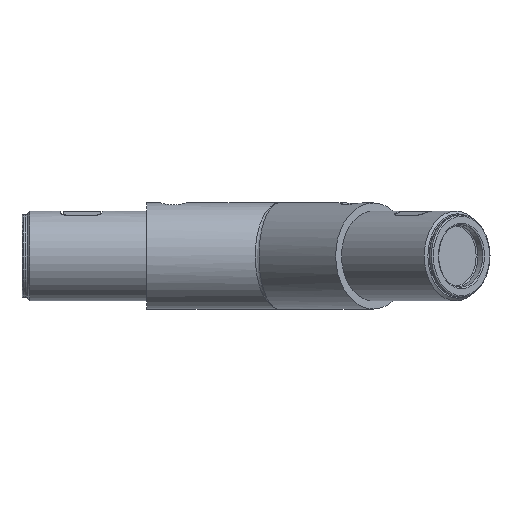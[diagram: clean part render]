
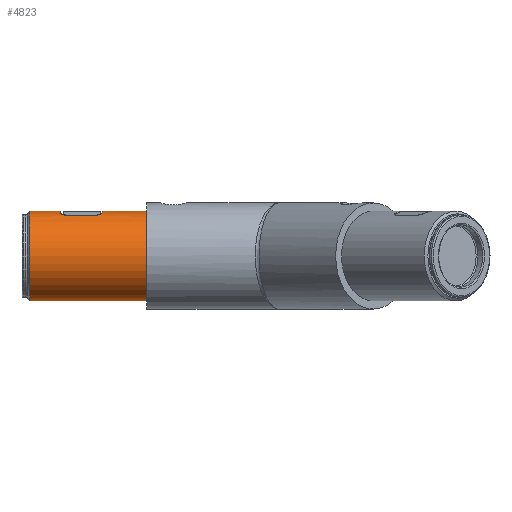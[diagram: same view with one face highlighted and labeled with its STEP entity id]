
A CAD part, front view. The second image highlights one B-rep face of the part: STEP entity #4823.
In plain terms, the highlighted cylindrical face has radius 16.9 mm (diameter 33.8 mm), a full revolution.
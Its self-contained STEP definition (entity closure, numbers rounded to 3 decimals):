
#296=ELLIPSE('',#5174,17.496,16.9);
#297=ELLIPSE('',#5177,17.496,16.9);
#381=CIRCLE('',#5170,16.9);
#383=CIRCLE('',#5173,16.9);
#384=CIRCLE('',#5175,16.9);
#385=CIRCLE('',#5176,16.9);
#579=CYLINDRICAL_SURFACE('',#5172,16.9);
#653=FACE_OUTER_BOUND('',#958,.T.);
#958=EDGE_LOOP('',(#3414,#3415,#3416,#3417,#3418,#3419,#3420,#3421,#3422,
#3423,#3424,#3425,#3426,#3427,#3428,#3429));
#1303=LINE('',#8967,#1701);
#1304=LINE('',#8982,#1702);
#1305=LINE('',#8996,#1703);
#1306=LINE('',#9011,#1704);
#1701=VECTOR('',#5752,16.9);
#1702=VECTOR('',#5755,1000.);
#1703=VECTOR('',#5758,16.9);
#1704=VECTOR('',#5761,1000.);
#2101=B_SPLINE_CURVE_WITH_KNOTS('',3,(#8971,#8972,#8973,#8974,#8975,#8976,
#8977,#8978,#8979,#8980),.UNSPECIFIED.,.F.,.F.,(4,2,2,2,4),(-0.952,
-0.87,-0.787,-0.706,-0.625),
 .UNSPECIFIED.);
#2102=B_SPLINE_CURVE_WITH_KNOTS('',3,(#8984,#8985,#8986,#8987,#8988,#8989,
#8990,#8991,#8992,#8993),.UNSPECIFIED.,.F.,.F.,(4,2,2,2,4),(-1.236,
-1.16,-1.085,-1.004,-0.924),
 .UNSPECIFIED.);
#2103=B_SPLINE_CURVE_WITH_KNOTS('',3,(#9000,#9001,#9002,#9003,#9004,#9005,
#9006,#9007,#9008,#9009),.UNSPECIFIED.,.F.,.F.,(4,2,2,2,4),(-0.929,
-0.849,-0.769,-0.693,-0.618),
 .UNSPECIFIED.);
#2104=B_SPLINE_CURVE_WITH_KNOTS('',3,(#9013,#9014,#9015,#9016,#9017,#9018,
#9019,#9020,#9021,#9022),.UNSPECIFIED.,.F.,.F.,(4,2,2,2,4),(-1.258,
-1.177,-1.096,-1.014,-0.931),
 .UNSPECIFIED.);
#2187=VERTEX_POINT('',#8958);
#2189=VERTEX_POINT('',#8964);
#2190=VERTEX_POINT('',#8966);
#2191=VERTEX_POINT('',#8968);
#2192=VERTEX_POINT('',#8970);
#2193=VERTEX_POINT('',#8981);
#2194=VERTEX_POINT('',#8983);
#2195=VERTEX_POINT('',#8994);
#2196=VERTEX_POINT('',#8997);
#2197=VERTEX_POINT('',#8999);
#2198=VERTEX_POINT('',#9010);
#2199=VERTEX_POINT('',#9012);
#2671=EDGE_CURVE('',#2187,#2187,#381,.T.);
#2674=EDGE_CURVE('',#2189,#2189,#383,.T.);
#2675=EDGE_CURVE('',#2189,#2190,#1303,.T.);
#2676=EDGE_CURVE('',#2191,#2190,#296,.T.);
#2677=EDGE_CURVE('',#2191,#2192,#2101,.T.);
#2678=EDGE_CURVE('',#2193,#2192,#1304,.T.);
#2679=EDGE_CURVE('',#2193,#2194,#2102,.T.);
#2680=EDGE_CURVE('',#2195,#2194,#384,.T.);
#2681=EDGE_CURVE('',#2195,#2187,#1305,.T.);
#2682=EDGE_CURVE('',#2196,#2195,#385,.T.);
#2683=EDGE_CURVE('',#2196,#2197,#2103,.T.);
#2684=EDGE_CURVE('',#2198,#2197,#1306,.T.);
#2685=EDGE_CURVE('',#2198,#2199,#2104,.T.);
#2686=EDGE_CURVE('',#2190,#2199,#297,.T.);
#3414=ORIENTED_EDGE('',*,*,#2674,.T.);
#3415=ORIENTED_EDGE('',*,*,#2675,.T.);
#3416=ORIENTED_EDGE('',*,*,#2676,.F.);
#3417=ORIENTED_EDGE('',*,*,#2677,.T.);
#3418=ORIENTED_EDGE('',*,*,#2678,.F.);
#3419=ORIENTED_EDGE('',*,*,#2679,.T.);
#3420=ORIENTED_EDGE('',*,*,#2680,.F.);
#3421=ORIENTED_EDGE('',*,*,#2681,.T.);
#3422=ORIENTED_EDGE('',*,*,#2671,.T.);
#3423=ORIENTED_EDGE('',*,*,#2681,.F.);
#3424=ORIENTED_EDGE('',*,*,#2682,.F.);
#3425=ORIENTED_EDGE('',*,*,#2683,.T.);
#3426=ORIENTED_EDGE('',*,*,#2684,.F.);
#3427=ORIENTED_EDGE('',*,*,#2685,.T.);
#3428=ORIENTED_EDGE('',*,*,#2686,.F.);
#3429=ORIENTED_EDGE('',*,*,#2675,.F.);
#4823=ADVANCED_FACE('',(#653),#579,.T.);
#5170=AXIS2_PLACEMENT_3D('',#8959,#5743,#5744);
#5172=AXIS2_PLACEMENT_3D('',#8963,#5748,#5749);
#5173=AXIS2_PLACEMENT_3D('',#8965,#5750,#5751);
#5174=AXIS2_PLACEMENT_3D('',#8969,#5753,#5754);
#5175=AXIS2_PLACEMENT_3D('',#8995,#5756,#5757);
#5176=AXIS2_PLACEMENT_3D('',#8998,#5759,#5760);
#5177=AXIS2_PLACEMENT_3D('',#9023,#5762,#5763);
#5743=DIRECTION('center_axis',(1.,0.,0.));
#5744=DIRECTION('ref_axis',(0.,0.,1.));
#5748=DIRECTION('center_axis',(1.,0.,0.));
#5749=DIRECTION('ref_axis',(0.,0.,-1.));
#5750=DIRECTION('center_axis',(-1.,0.,0.));
#5751=DIRECTION('ref_axis',(0.,0.,-1.));
#5752=DIRECTION('',(-1.,0.,0.));
#5753=DIRECTION('center_axis',(-0.966,0.,
0.259));
#5754=DIRECTION('ref_axis',(0.259,0.,0.966));
#5755=DIRECTION('',(1.,0.,0.));
#5756=DIRECTION('center_axis',(1.,0.,0.));
#5757=DIRECTION('ref_axis',(0.,0.,-1.));
#5758=DIRECTION('',(-1.,0.,0.));
#5759=DIRECTION('center_axis',(1.,0.,0.));
#5760=DIRECTION('ref_axis',(0.,0.,-1.));
#5761=DIRECTION('',(-1.,0.,0.));
#5762=DIRECTION('center_axis',(-0.966,0.,
0.259));
#5763=DIRECTION('ref_axis',(0.259,0.,0.966));
#8958=CARTESIAN_POINT('',(-108.687,0.108,28.952));
#8959=CARTESIAN_POINT('Origin',(-108.687,0.108,12.052));
#8963=CARTESIAN_POINT('Origin',(-109.687,0.108,12.052));
#8964=CARTESIAN_POINT('',(-64.687,0.108,28.952));
#8965=CARTESIAN_POINT('Origin',(-64.687,0.108,12.052));
#8966=CARTESIAN_POINT('',(-81.362,0.108,28.952));
#8967=CARTESIAN_POINT('',(-109.687,0.108,28.952));
#8968=CARTESIAN_POINT('',(-81.565,-4.892,28.195));
#8969=CARTESIAN_POINT('Origin',(-85.89,0.108,12.052));
#8970=CARTESIAN_POINT('',(-83.839,-6.892,27.434));
#8971=CARTESIAN_POINT('Ctrl Pts',(-81.565,-4.892,28.195));
#8972=CARTESIAN_POINT('Ctrl Pts',(-81.586,-5.153,28.114));
#8973=CARTESIAN_POINT('Ctrl Pts',(-81.666,-5.423,28.023));
#8974=CARTESIAN_POINT('Ctrl Pts',(-81.927,-5.913,27.845));
#8975=CARTESIAN_POINT('Ctrl Pts',(-82.108,-6.133,27.758));
#8976=CARTESIAN_POINT('Ctrl Pts',(-82.505,-6.479,27.616));
#8977=CARTESIAN_POINT('Ctrl Pts',(-82.749,-6.631,27.55));
#8978=CARTESIAN_POINT('Ctrl Pts',(-83.281,-6.838,27.459));
#8979=CARTESIAN_POINT('Ctrl Pts',(-83.568,-6.892,27.434));
#8980=CARTESIAN_POINT('Ctrl Pts',(-83.839,-6.892,27.434));
#8981=CARTESIAN_POINT('',(-95.187,-6.892,27.434));
#8982=CARTESIAN_POINT('',(-109.687,-6.892,27.434));
#8983=CARTESIAN_POINT('',(-97.187,-4.892,28.195));
#8984=CARTESIAN_POINT('Ctrl Pts',(-95.187,-6.892,27.434));
#8985=CARTESIAN_POINT('Ctrl Pts',(-95.438,-6.892,27.434));
#8986=CARTESIAN_POINT('Ctrl Pts',(-95.704,-6.842,27.457));
#8987=CARTESIAN_POINT('Ctrl Pts',(-96.19,-6.642,27.545));
#8988=CARTESIAN_POINT('Ctrl Pts',(-96.41,-6.493,27.61));
#8989=CARTESIAN_POINT('Ctrl Pts',(-96.767,-6.145,27.754));
#8990=CARTESIAN_POINT('Ctrl Pts',(-96.925,-5.918,27.843));
#8991=CARTESIAN_POINT('Ctrl Pts',(-97.135,-5.42,28.024));
#8992=CARTESIAN_POINT('Ctrl Pts',(-97.187,-5.148,28.116));
#8993=CARTESIAN_POINT('Ctrl Pts',(-97.187,-4.892,28.195));
#8994=CARTESIAN_POINT('',(-97.187,0.108,28.952));
#8995=CARTESIAN_POINT('Origin',(-97.187,0.108,12.052));
#8996=CARTESIAN_POINT('',(-109.687,0.108,28.952));
#8997=CARTESIAN_POINT('',(-97.187,5.108,28.195));
#8998=CARTESIAN_POINT('Origin',(-97.187,0.108,12.052));
#8999=CARTESIAN_POINT('',(-95.187,7.108,27.434));
#9000=CARTESIAN_POINT('Ctrl Pts',(-97.187,5.108,28.195));
#9001=CARTESIAN_POINT('Ctrl Pts',(-97.187,5.364,28.116));
#9002=CARTESIAN_POINT('Ctrl Pts',(-97.135,5.635,28.024));
#9003=CARTESIAN_POINT('Ctrl Pts',(-96.925,6.133,27.843));
#9004=CARTESIAN_POINT('Ctrl Pts',(-96.767,6.36,27.754));
#9005=CARTESIAN_POINT('Ctrl Pts',(-96.41,6.709,27.61));
#9006=CARTESIAN_POINT('Ctrl Pts',(-96.19,6.858,27.545));
#9007=CARTESIAN_POINT('Ctrl Pts',(-95.704,7.057,27.457));
#9008=CARTESIAN_POINT('Ctrl Pts',(-95.438,7.108,27.434));
#9009=CARTESIAN_POINT('Ctrl Pts',(-95.187,7.108,27.434));
#9010=CARTESIAN_POINT('',(-83.839,7.108,27.434));
#9011=CARTESIAN_POINT('',(-109.687,7.108,27.434));
#9012=CARTESIAN_POINT('',(-81.565,5.108,28.195));
#9013=CARTESIAN_POINT('Ctrl Pts',(-83.839,7.108,27.434));
#9014=CARTESIAN_POINT('Ctrl Pts',(-83.569,7.108,27.434));
#9015=CARTESIAN_POINT('Ctrl Pts',(-83.283,7.054,27.458));
#9016=CARTESIAN_POINT('Ctrl Pts',(-82.754,6.849,27.549));
#9017=CARTESIAN_POINT('Ctrl Pts',(-82.51,6.698,27.615));
#9018=CARTESIAN_POINT('Ctrl Pts',(-82.113,6.353,27.757));
#9019=CARTESIAN_POINT('Ctrl Pts',(-81.93,6.132,27.843));
#9020=CARTESIAN_POINT('Ctrl Pts',(-81.667,5.641,28.022));
#9021=CARTESIAN_POINT('Ctrl Pts',(-81.587,5.369,28.114));
#9022=CARTESIAN_POINT('Ctrl Pts',(-81.565,5.108,28.195));
#9023=CARTESIAN_POINT('Origin',(-85.89,0.108,12.052));
